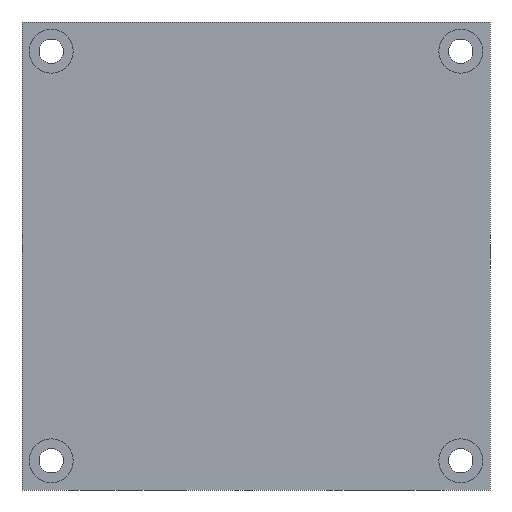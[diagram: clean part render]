
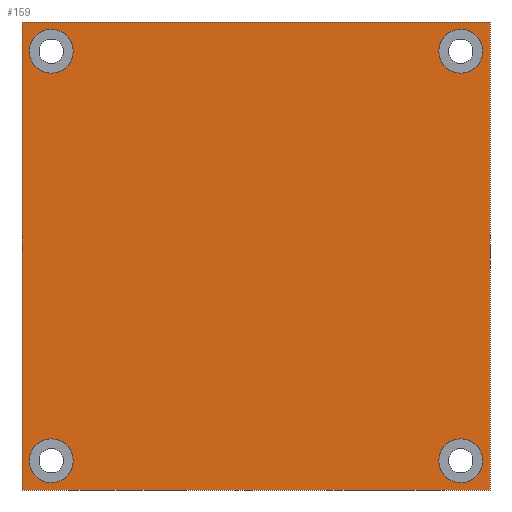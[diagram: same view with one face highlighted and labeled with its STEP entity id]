
A CAD part, front view. The second image highlights one B-rep face of the part: STEP entity #159.
In plain terms, the highlighted planar face has unit normal (0, -1, 0).
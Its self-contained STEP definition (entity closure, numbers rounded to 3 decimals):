
#159 = ADVANCED_FACE( '', ( #369, #370, #371, #372, #373 ), #374, .F. );
#369 = FACE_BOUND( '', #605, .T. );
#370 = FACE_BOUND( '', #606, .T. );
#371 = FACE_OUTER_BOUND( '', #607, .T. );
#372 = FACE_BOUND( '', #608, .T. );
#373 = FACE_BOUND( '', #609, .T. );
#374 = PLANE( '', #610 );
#605 = EDGE_LOOP( '', ( #927 ) );
#606 = EDGE_LOOP( '', ( #928 ) );
#607 = EDGE_LOOP( '', ( #929, #930, #931, #932 ) );
#608 = EDGE_LOOP( '', ( #933 ) );
#609 = EDGE_LOOP( '', ( #934 ) );
#610 = AXIS2_PLACEMENT_3D( '', #935, #936, #937 );
#927 = ORIENTED_EDGE( '', *, *, #1132, .F. );
#928 = ORIENTED_EDGE( '', *, *, #1114, .F. );
#929 = ORIENTED_EDGE( '', *, *, #1099, .T. );
#930 = ORIENTED_EDGE( '', *, *, #1066, .F. );
#931 = ORIENTED_EDGE( '', *, *, #1094, .F. );
#932 = ORIENTED_EDGE( '', *, *, #1073, .T. );
#933 = ORIENTED_EDGE( '', *, *, #1117, .F. );
#934 = ORIENTED_EDGE( '', *, *, #1126, .F. );
#935 = CARTESIAN_POINT( '', ( -80., 0., 160. ) );
#936 = DIRECTION( '', ( 0., 1., 0. ) );
#937 = DIRECTION( '', ( 0., 0., 1. ) );
#1066 = EDGE_CURVE( '', #1212, #1207, #1214, .T. );
#1073 = EDGE_CURVE( '', #1226, #1224, #1227, .T. );
#1094 = EDGE_CURVE( '', #1226, #1212, #1260, .T. );
#1099 = EDGE_CURVE( '', #1224, #1207, #1266, .T. );
#1114 = EDGE_CURVE( '', #1288, #1288, #1289, .T. );
#1117 = EDGE_CURVE( '', #1293, #1293, #1294, .T. );
#1126 = EDGE_CURVE( '', #1305, #1305, #1306, .T. );
#1132 = EDGE_CURVE( '', #1313, #1313, #1314, .T. );
#1207 = VERTEX_POINT( '', #1457 );
#1212 = VERTEX_POINT( '', #1464 );
#1214 = LINE( '', #1467, #1468 );
#1224 = VERTEX_POINT( '', #1478 );
#1226 = VERTEX_POINT( '', #1481 );
#1227 = LINE( '', #1482, #1483 );
#1260 = LINE( '', #1518, #1519 );
#1266 = LINE( '', #1527, #1528 );
#1288 = VERTEX_POINT( '', #1550 );
#1289 = CIRCLE( '', #1551, 7.5 );
#1293 = VERTEX_POINT( '', #1555 );
#1294 = CIRCLE( '', #1556, 7.5 );
#1305 = VERTEX_POINT( '', #1567 );
#1306 = CIRCLE( '', #1568, 7.5 );
#1313 = VERTEX_POINT( '', #1575 );
#1314 = CIRCLE( '', #1576, 7.5 );
#1457 = CARTESIAN_POINT( '', ( 80., 0., 0. ) );
#1464 = CARTESIAN_POINT( '', ( 80., 0., 160. ) );
#1467 = CARTESIAN_POINT( '', ( 80., 0., 160. ) );
#1468 = VECTOR( '', #1664, 1000. );
#1478 = CARTESIAN_POINT( '', ( -80., 0., 0. ) );
#1481 = CARTESIAN_POINT( '', ( -80., 0., 160. ) );
#1482 = CARTESIAN_POINT( '', ( -80., 0., 160. ) );
#1483 = VECTOR( '', #1675, 1000. );
#1518 = CARTESIAN_POINT( '', ( -80., 0., 160. ) );
#1519 = VECTOR( '', #1711, 1000. );
#1527 = CARTESIAN_POINT( '', ( -80., 0., 0. ) );
#1528 = VECTOR( '', #1717, 1000. );
#1550 = CARTESIAN_POINT( '', ( 70., 0., 2.5 ) );
#1551 = AXIS2_PLACEMENT_3D( '', #1739, #1740, #1741 );
#1555 = CARTESIAN_POINT( '', ( -70., 0., 2.5 ) );
#1556 = AXIS2_PLACEMENT_3D( '', #1745, #1746, #1747 );
#1567 = CARTESIAN_POINT( '', ( -70., 0., 142.5 ) );
#1568 = AXIS2_PLACEMENT_3D( '', #1754, #1755, #1756 );
#1575 = CARTESIAN_POINT( '', ( 70., 0., 142.5 ) );
#1576 = AXIS2_PLACEMENT_3D( '', #1760, #1761, #1762 );
#1664 = DIRECTION( '', ( 0., 0., -1. ) );
#1675 = DIRECTION( '', ( 0., 0., -1. ) );
#1711 = DIRECTION( '', ( 1., 0., 0. ) );
#1717 = DIRECTION( '', ( 1., 0., 0. ) );
#1739 = CARTESIAN_POINT( '', ( 70., 0., 10. ) );
#1740 = DIRECTION( '', ( 0., -1., 0. ) );
#1741 = DIRECTION( '', ( 0., 0., -1. ) );
#1745 = CARTESIAN_POINT( '', ( -70., 0., 10. ) );
#1746 = DIRECTION( '', ( 0., -1., 0. ) );
#1747 = DIRECTION( '', ( 0., 0., -1. ) );
#1754 = CARTESIAN_POINT( '', ( -70., 0., 150. ) );
#1755 = DIRECTION( '', ( 0., -1., 0. ) );
#1756 = DIRECTION( '', ( 0., 0., -1. ) );
#1760 = CARTESIAN_POINT( '', ( 70., 0., 150. ) );
#1761 = DIRECTION( '', ( 0., -1., 0. ) );
#1762 = DIRECTION( '', ( 0., 0., -1. ) );
